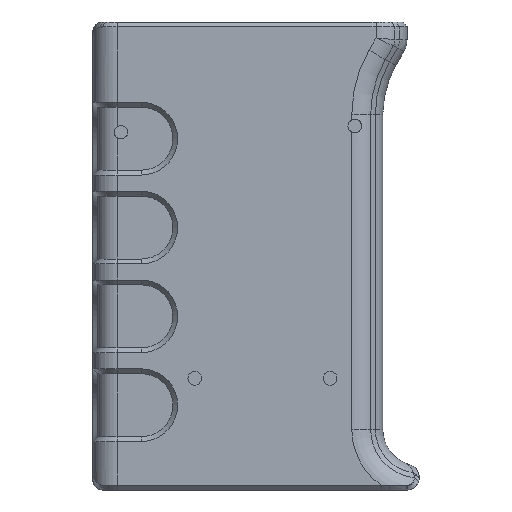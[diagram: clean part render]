
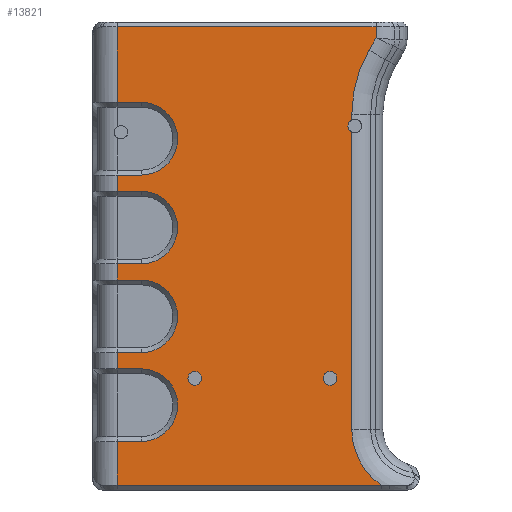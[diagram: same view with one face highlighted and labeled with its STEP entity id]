
A CAD part, front view. The second image highlights one B-rep face of the part: STEP entity #13821.
In plain terms, the highlighted planar face has unit normal (0, -1, 0).
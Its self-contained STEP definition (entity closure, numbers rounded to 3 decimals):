
#498=FACE_BOUND('',#2349,.T.);
#499=FACE_BOUND('',#2350,.T.);
#1349=CIRCLE('',#14643,7.5);
#1356=CIRCLE('',#14658,7.5);
#1363=CIRCLE('',#14673,7.5);
#1370=CIRCLE('',#14688,7.5);
#1374=CIRCLE('',#14704,13.903);
#1375=CIRCLE('',#14705,1.4);
#1376=CIRCLE('',#14706,1.4);
#1377=CIRCLE('',#14707,26.403);
#1378=CIRCLE('',#14708,1.4);
#1379=CIRCLE('',#14709,1.4);
#1540=FACE_OUTER_BOUND('',#2348,.T.);
#2348=EDGE_LOOP('',(#9517,#9518,#9519,#9520,#9521,#9522,#9523,#9524,#9525,
#9526,#9527,#9528,#9529,#9530,#9531,#9532,#9533,#9534,#9535,#9536,#9537,
#9538,#9539,#9540,#9541,#9542,#9543));
#2349=EDGE_LOOP('',(#9544));
#2350=EDGE_LOOP('',(#9545));
#3230=LINE('',#17930,#4464);
#3232=LINE('',#17934,#4466);
#3242=LINE('',#17967,#4476);
#3244=LINE('',#17971,#4478);
#3254=LINE('',#18004,#4488);
#3256=LINE('',#18008,#4490);
#3266=LINE('',#18041,#4500);
#3268=LINE('',#18045,#4502);
#3274=LINE('',#18078,#4508);
#3275=LINE('',#18141,#4509);
#3276=LINE('',#18143,#4510);
#3277=LINE('',#18145,#4511);
#3278=LINE('',#18147,#4512);
#3279=LINE('',#18155,#4513);
#3280=LINE('',#18159,#4514);
#3281=LINE('',#18165,#4515);
#3282=LINE('',#18169,#4516);
#3283=LINE('',#18171,#4517);
#3284=LINE('',#18172,#4518);
#4464=VECTOR('',#15407,10.);
#4466=VECTOR('',#15411,10.);
#4476=VECTOR('',#15449,10.);
#4478=VECTOR('',#15453,10.);
#4488=VECTOR('',#15491,10.);
#4490=VECTOR('',#15495,10.);
#4500=VECTOR('',#15533,10.);
#4502=VECTOR('',#15537,10.);
#4508=VECTOR('',#15555,10.);
#4509=VECTOR('',#15562,10.);
#4510=VECTOR('',#15565,10.);
#4511=VECTOR('',#15568,10.);
#4512=VECTOR('',#15571,10.);
#4513=VECTOR('',#15584,10.);
#4514=VECTOR('',#15587,10.);
#4515=VECTOR('',#15592,10.);
#4516=VECTOR('',#15595,10.);
#4517=VECTOR('',#15596,10.);
#4518=VECTOR('',#15597,10.);
#5710=VERTEX_POINT('',#17917);
#5711=VERTEX_POINT('',#17921);
#5714=VERTEX_POINT('',#17928);
#5715=VERTEX_POINT('',#17933);
#5720=VERTEX_POINT('',#17954);
#5721=VERTEX_POINT('',#17958);
#5724=VERTEX_POINT('',#17965);
#5725=VERTEX_POINT('',#17970);
#5730=VERTEX_POINT('',#17991);
#5731=VERTEX_POINT('',#17995);
#5734=VERTEX_POINT('',#18002);
#5735=VERTEX_POINT('',#18007);
#5740=VERTEX_POINT('',#18028);
#5741=VERTEX_POINT('',#18032);
#5744=VERTEX_POINT('',#18039);
#5745=VERTEX_POINT('',#18044);
#5750=VERTEX_POINT('',#18077);
#5757=VERTEX_POINT('',#18139);
#5758=VERTEX_POINT('',#18154);
#5759=VERTEX_POINT('',#18156);
#5760=VERTEX_POINT('',#18158);
#5761=VERTEX_POINT('',#18160);
#5762=VERTEX_POINT('',#18162);
#5763=VERTEX_POINT('',#18164);
#5764=VERTEX_POINT('',#18166);
#5765=VERTEX_POINT('',#18168);
#5766=VERTEX_POINT('',#18170);
#5767=VERTEX_POINT('',#18173);
#5768=VERTEX_POINT('',#18175);
#7143=EDGE_CURVE('',#5710,#5714,#3230,.T.);
#7145=EDGE_CURVE('',#5715,#5711,#3232,.T.);
#7149=EDGE_CURVE('',#5715,#5714,#1349,.T.);
#7162=EDGE_CURVE('',#5720,#5724,#3242,.T.);
#7164=EDGE_CURVE('',#5725,#5721,#3244,.T.);
#7168=EDGE_CURVE('',#5725,#5724,#1356,.T.);
#7181=EDGE_CURVE('',#5730,#5734,#3254,.T.);
#7183=EDGE_CURVE('',#5735,#5731,#3256,.T.);
#7187=EDGE_CURVE('',#5735,#5734,#1363,.T.);
#7200=EDGE_CURVE('',#5740,#5744,#3266,.T.);
#7202=EDGE_CURVE('',#5745,#5741,#3268,.T.);
#7206=EDGE_CURVE('',#5745,#5744,#1370,.T.);
#7212=EDGE_CURVE('',#5750,#5740,#3274,.T.);
#7221=EDGE_CURVE('',#5711,#5757,#3275,.T.);
#7222=EDGE_CURVE('',#5741,#5730,#3276,.T.);
#7223=EDGE_CURVE('',#5721,#5710,#3277,.T.);
#7224=EDGE_CURVE('',#5731,#5720,#3278,.T.);
#7226=EDGE_CURVE('',#5758,#5757,#3279,.T.);
#7227=EDGE_CURVE('',#5759,#5758,#1374,.T.);
#7228=EDGE_CURVE('',#5760,#5759,#3280,.T.);
#7229=EDGE_CURVE('',#5760,#5761,#1375,.T.);
#7230=EDGE_CURVE('',#5761,#5762,#1376,.T.);
#7231=EDGE_CURVE('',#5763,#5762,#3281,.T.);
#7232=EDGE_CURVE('',#5764,#5763,#1377,.T.);
#7233=EDGE_CURVE('',#5765,#5764,#3282,.T.);
#7234=EDGE_CURVE('',#5766,#5765,#3283,.T.);
#7235=EDGE_CURVE('',#5750,#5766,#3284,.T.);
#7236=EDGE_CURVE('',#5767,#5767,#1378,.T.);
#7237=EDGE_CURVE('',#5768,#5768,#1379,.T.);
#9517=ORIENTED_EDGE('',*,*,#7162,.T.);
#9518=ORIENTED_EDGE('',*,*,#7168,.F.);
#9519=ORIENTED_EDGE('',*,*,#7164,.T.);
#9520=ORIENTED_EDGE('',*,*,#7223,.T.);
#9521=ORIENTED_EDGE('',*,*,#7143,.T.);
#9522=ORIENTED_EDGE('',*,*,#7149,.F.);
#9523=ORIENTED_EDGE('',*,*,#7145,.T.);
#9524=ORIENTED_EDGE('',*,*,#7221,.T.);
#9525=ORIENTED_EDGE('',*,*,#7226,.F.);
#9526=ORIENTED_EDGE('',*,*,#7227,.F.);
#9527=ORIENTED_EDGE('',*,*,#7228,.F.);
#9528=ORIENTED_EDGE('',*,*,#7229,.T.);
#9529=ORIENTED_EDGE('',*,*,#7230,.T.);
#9530=ORIENTED_EDGE('',*,*,#7231,.F.);
#9531=ORIENTED_EDGE('',*,*,#7232,.F.);
#9532=ORIENTED_EDGE('',*,*,#7233,.F.);
#9533=ORIENTED_EDGE('',*,*,#7234,.F.);
#9534=ORIENTED_EDGE('',*,*,#7235,.F.);
#9535=ORIENTED_EDGE('',*,*,#7212,.T.);
#9536=ORIENTED_EDGE('',*,*,#7200,.T.);
#9537=ORIENTED_EDGE('',*,*,#7206,.F.);
#9538=ORIENTED_EDGE('',*,*,#7202,.T.);
#9539=ORIENTED_EDGE('',*,*,#7222,.T.);
#9540=ORIENTED_EDGE('',*,*,#7181,.T.);
#9541=ORIENTED_EDGE('',*,*,#7187,.F.);
#9542=ORIENTED_EDGE('',*,*,#7183,.T.);
#9543=ORIENTED_EDGE('',*,*,#7224,.T.);
#9544=ORIENTED_EDGE('',*,*,#7236,.T.);
#9545=ORIENTED_EDGE('',*,*,#7237,.T.);
#13458=PLANE('',#14703);
#13821=ADVANCED_FACE('',(#1540,#498,#499),#13458,.F.);
#14643=AXIS2_PLACEMENT_3D('',#17940,#15418,#15419);
#14658=AXIS2_PLACEMENT_3D('',#17977,#15460,#15461);
#14673=AXIS2_PLACEMENT_3D('',#18014,#15502,#15503);
#14688=AXIS2_PLACEMENT_3D('',#18051,#15544,#15545);
#14703=AXIS2_PLACEMENT_3D('',#18153,#15582,#15583);
#14704=AXIS2_PLACEMENT_3D('',#18157,#15585,#15586);
#14705=AXIS2_PLACEMENT_3D('',#18161,#15588,#15589);
#14706=AXIS2_PLACEMENT_3D('',#18163,#15590,#15591);
#14707=AXIS2_PLACEMENT_3D('',#18167,#15593,#15594);
#14708=AXIS2_PLACEMENT_3D('',#18174,#15598,#15599);
#14709=AXIS2_PLACEMENT_3D('',#18176,#15600,#15601);
#15407=DIRECTION('',(1.,0.,0.));
#15411=DIRECTION('',(-1.,0.,0.));
#15418=DIRECTION('center_axis',(0.,-1.,0.));
#15419=DIRECTION('ref_axis',(0.707,0.,-0.707));
#15449=DIRECTION('',(1.,0.,0.));
#15453=DIRECTION('',(-1.,0.,0.));
#15460=DIRECTION('center_axis',(0.,-1.,0.));
#15461=DIRECTION('ref_axis',(0.707,0.,-0.707));
#15491=DIRECTION('',(1.,0.,0.));
#15495=DIRECTION('',(-1.,0.,0.));
#15502=DIRECTION('center_axis',(0.,-1.,0.));
#15503=DIRECTION('ref_axis',(0.707,0.,-0.707));
#15533=DIRECTION('',(1.,0.,0.));
#15537=DIRECTION('',(-1.,0.,0.));
#15544=DIRECTION('center_axis',(0.,-1.,0.));
#15545=DIRECTION('ref_axis',(0.707,0.,-0.707));
#15555=DIRECTION('',(0.,0.,-1.));
#15562=DIRECTION('',(0.,0.,-1.));
#15565=DIRECTION('',(0.,0.,-1.));
#15568=DIRECTION('',(0.,0.,-1.));
#15571=DIRECTION('',(0.,0.,-1.));
#15582=DIRECTION('center_axis',(0.,1.,0.));
#15583=DIRECTION('ref_axis',(1.,0.,0.));
#15584=DIRECTION('',(-1.,0.,0.));
#15585=DIRECTION('center_axis',(0.,-1.,0.));
#15586=DIRECTION('ref_axis',(-0.722,0.,-0.692));
#15587=DIRECTION('',(0.,0.,-1.));
#15588=DIRECTION('center_axis',(0.,1.,0.));
#15589=DIRECTION('ref_axis',(1.,0.,0.));
#15590=DIRECTION('center_axis',(0.,1.,0.));
#15591=DIRECTION('ref_axis',(1.,0.,0.));
#15592=DIRECTION('',(0.,0.,-1.));
#15593=DIRECTION('center_axis',(0.,-1.,0.));
#15594=DIRECTION('ref_axis',(-0.966,0.,0.259));
#15595=DIRECTION('',(-0.5,0.,-0.866));
#15596=DIRECTION('',(0.,0.,-1.));
#15597=DIRECTION('',(1.,0.,0.));
#15598=DIRECTION('center_axis',(0.,1.,0.));
#15599=DIRECTION('ref_axis',(1.,0.,0.));
#15600=DIRECTION('center_axis',(0.,1.,0.));
#15601=DIRECTION('ref_axis',(1.,0.,0.));
#17917=CARTESIAN_POINT('',(-51.59,-5.,-64.08));
#17921=CARTESIAN_POINT('',(-51.59,-5.,-79.08));
#17928=CARTESIAN_POINT('',(-46.59,-5.,-64.08));
#17930=CARTESIAN_POINT('',(-39.13,-5.,-64.08));
#17933=CARTESIAN_POINT('',(-46.59,-5.,-79.08));
#17934=CARTESIAN_POINT('',(-32.88,-5.,-79.08));
#17940=CARTESIAN_POINT('Origin',(-46.59,-5.,-71.58));
#17954=CARTESIAN_POINT('',(-51.59,-5.,-45.747));
#17958=CARTESIAN_POINT('',(-51.59,-5.,-60.747));
#17965=CARTESIAN_POINT('',(-46.59,-5.,-45.747));
#17967=CARTESIAN_POINT('',(-39.13,-5.,-45.747));
#17970=CARTESIAN_POINT('',(-46.59,-5.,-60.747));
#17971=CARTESIAN_POINT('',(-32.88,-5.,-60.747));
#17977=CARTESIAN_POINT('Origin',(-46.59,-5.,-53.247));
#17991=CARTESIAN_POINT('',(-51.59,-5.,-27.413));
#17995=CARTESIAN_POINT('',(-51.59,-5.,-42.413));
#18002=CARTESIAN_POINT('',(-46.59,-5.,-27.413));
#18004=CARTESIAN_POINT('',(-39.13,-5.,-27.413));
#18007=CARTESIAN_POINT('',(-46.59,-5.,-42.413));
#18008=CARTESIAN_POINT('',(-32.88,-5.,-42.413));
#18014=CARTESIAN_POINT('Origin',(-46.59,-5.,-34.913));
#18028=CARTESIAN_POINT('',(-51.59,-5.,-9.08));
#18032=CARTESIAN_POINT('',(-51.59,-5.,-24.08));
#18039=CARTESIAN_POINT('',(-46.59,-5.,-9.08));
#18041=CARTESIAN_POINT('',(-39.13,-5.,-9.08));
#18044=CARTESIAN_POINT('',(-46.59,-5.,-24.08));
#18045=CARTESIAN_POINT('',(-32.88,-5.,-24.08));
#18051=CARTESIAN_POINT('Origin',(-46.59,-5.,-16.58));
#18077=CARTESIAN_POINT('',(-51.59,-5.,6.5));
#18078=CARTESIAN_POINT('',(-51.59,-5.,-89.08));
#18139=CARTESIAN_POINT('',(-51.59,-5.,-88.08));
#18141=CARTESIAN_POINT('',(-51.59,-5.,-89.08));
#18143=CARTESIAN_POINT('',(-51.59,-5.,-89.08));
#18145=CARTESIAN_POINT('',(-51.59,-5.,-89.08));
#18147=CARTESIAN_POINT('',(-51.59,-5.,-89.08));
#18153=CARTESIAN_POINT('Origin',(-26.67,-5.,-40.79));
#18154=CARTESIAN_POINT('',(2.937,-5.,-88.08));
#18155=CARTESIAN_POINT('',(-11.71,-5.,-88.08));
#18156=CARTESIAN_POINT('',(-3.153,-5.,-76.58));
#18157=CARTESIAN_POINT('Origin',(10.75,-5.,-76.58));
#18158=CARTESIAN_POINT('',(-3.153,-5.,-15.229));
#18159=CARTESIAN_POINT('',(-3.153,-5.,-28.717));
#18160=CARTESIAN_POINT('',(-3.94,-5.,-13.97));
#18161=CARTESIAN_POINT('Origin',(-2.54,-5.,-13.97));
#18162=CARTESIAN_POINT('',(-3.153,-5.,-12.711));
#18163=CARTESIAN_POINT('Origin',(-2.54,-5.,-13.97));
#18164=CARTESIAN_POINT('',(-3.153,-5.,-11.519));
#18165=CARTESIAN_POINT('',(-3.153,-5.,-28.717));
#18166=CARTESIAN_POINT('',(0.384,-5.,1.682));
#18167=CARTESIAN_POINT('Origin',(23.25,-5.,-11.519));
#18168=CARTESIAN_POINT('',(1.847,-5.,4.216));
#18169=CARTESIAN_POINT('',(-17.902,-5.,-29.99));
#18170=CARTESIAN_POINT('',(1.847,-5.,6.5));
#18171=CARTESIAN_POINT('',(1.847,-5.,-28.717));
#18172=CARTESIAN_POINT('',(-41.63,-5.,6.5));
#18173=CARTESIAN_POINT('',(-36.96,-5.,-66.04));
#18174=CARTESIAN_POINT('Origin',(-35.56,-5.,-66.04));
#18175=CARTESIAN_POINT('',(-9.02,-5.,-66.04));
#18176=CARTESIAN_POINT('Origin',(-7.62,-5.,-66.04));
